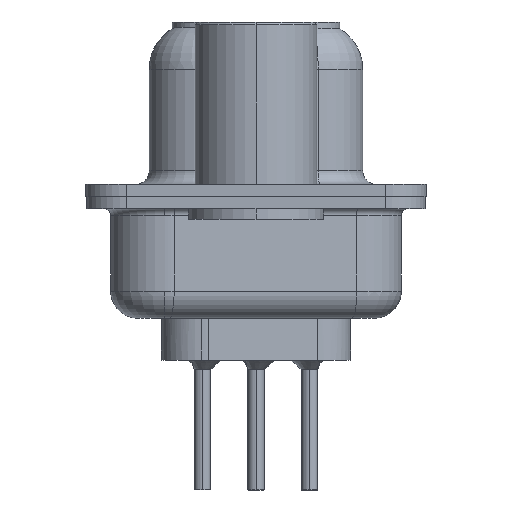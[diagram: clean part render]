
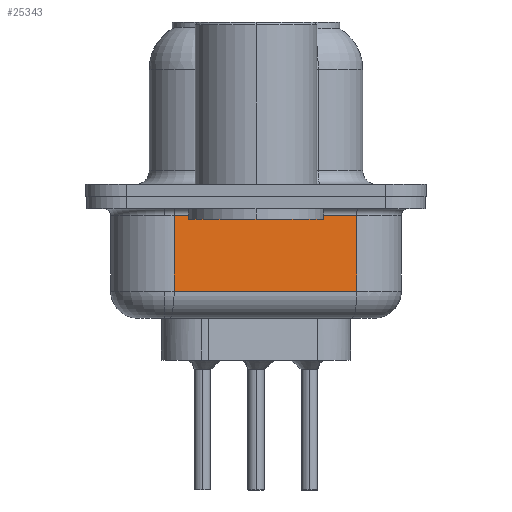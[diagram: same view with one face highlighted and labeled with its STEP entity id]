
A CAD part, left-side view. The second image highlights one B-rep face of the part: STEP entity #25343.
In plain terms, the highlighted planar face has unit normal (-0.985, -0.174, 0).
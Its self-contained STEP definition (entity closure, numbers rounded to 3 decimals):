
#421 = CARTESIAN_POINT ( 'NONE',  ( 2.925, 3.028, -0.7 ) ) ;
#549 = CARTESIAN_POINT ( 'NONE',  ( 2.925, 3.028, -4.5 ) ) ;
#623 = DIRECTION ( 'NONE',  ( 0.174, -0.985, 0. ) ) ;
#850 = CARTESIAN_POINT ( 'NONE',  ( 4.116, -3.722, -4.5 ) ) ;
#1495 = CARTESIAN_POINT ( 'NONE',  ( 2.925, 3.028, -4.5 ) ) ;
#1716 = LINE ( 'NONE', #850, #25726 ) ;
#1987 = CARTESIAN_POINT ( 'NONE',  ( 4.116, -3.722, -0.7 ) ) ;
#2697 = DIRECTION ( 'NONE',  ( -0.174, 0.985, 0. ) ) ;
#5089 = DIRECTION ( 'NONE',  ( 0., 0., 1. ) ) ;
#5287 = ORIENTED_EDGE ( 'NONE', *, *, #10664, .T. ) ;
#6073 = VERTEX_POINT ( 'NONE', #421 ) ;
#6217 = EDGE_LOOP ( 'NONE', ( #10976, #5287, #15310, #27267 ) ) ;
#6472 = AXIS2_PLACEMENT_3D ( 'NONE', #1495, #8316, #24088 ) ;
#7381 = EDGE_CURVE ( 'NONE', #27969, #6073, #14027, .T. ) ;
#7560 = DIRECTION ( 'NONE',  ( 0., 0., 1. ) ) ;
#7970 = FACE_OUTER_BOUND ( 'NONE', #6217, .T. ) ;
#8052 = VECTOR ( 'NONE', #5089, 1000. ) ;
#8316 = DIRECTION ( 'NONE',  ( 0.985, 0.174, 0. ) ) ;
#10664 = EDGE_CURVE ( 'NONE', #27969, #10780, #19090, .T. ) ;
#10780 = VERTEX_POINT ( 'NONE', #18934 ) ;
#10976 = ORIENTED_EDGE ( 'NONE', *, *, #7381, .F. ) ;
#11899 = CARTESIAN_POINT ( 'NONE',  ( 2.925, 3.028, -3.5 ) ) ;
#13126 = VECTOR ( 'NONE', #623, 1000. ) ;
#14027 = LINE ( 'NONE', #549, #8052 ) ;
#15310 = ORIENTED_EDGE ( 'NONE', *, *, #28181, .T. ) ;
#16201 = CARTESIAN_POINT ( 'NONE',  ( 2.925, 3.028, -0.7 ) ) ;
#16841 = EDGE_CURVE ( 'NONE', #17315, #6073, #21601, .T. ) ;
#17315 = VERTEX_POINT ( 'NONE', #1987 ) ;
#18092 = CARTESIAN_POINT ( 'NONE',  ( 2.925, 3.028, -3.5 ) ) ;
#18934 = CARTESIAN_POINT ( 'NONE',  ( 4.116, -3.722, -3.5 ) ) ;
#19090 = LINE ( 'NONE', #11899, #13126 ) ;
#21601 = LINE ( 'NONE', #16201, #26936 ) ;
#21778 = PLANE ( 'NONE',  #6472 ) ;
#24088 = DIRECTION ( 'NONE',  ( -0.174, 0.985, 0. ) ) ;
#25343 = ADVANCED_FACE ( 'NONE', ( #7970 ), #21778, .F. ) ;
#25726 = VECTOR ( 'NONE', #7560, 1000. ) ;
#26936 = VECTOR ( 'NONE', #2697, 1000. ) ;
#27267 = ORIENTED_EDGE ( 'NONE', *, *, #16841, .T. ) ;
#27969 = VERTEX_POINT ( 'NONE', #18092 ) ;
#28181 = EDGE_CURVE ( 'NONE', #10780, #17315, #1716, .T. ) ;
